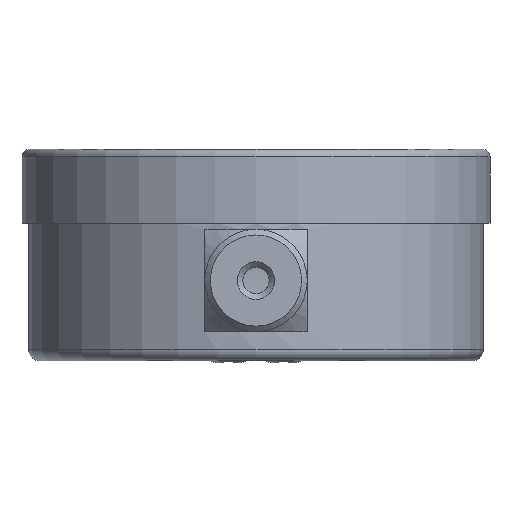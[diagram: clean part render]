
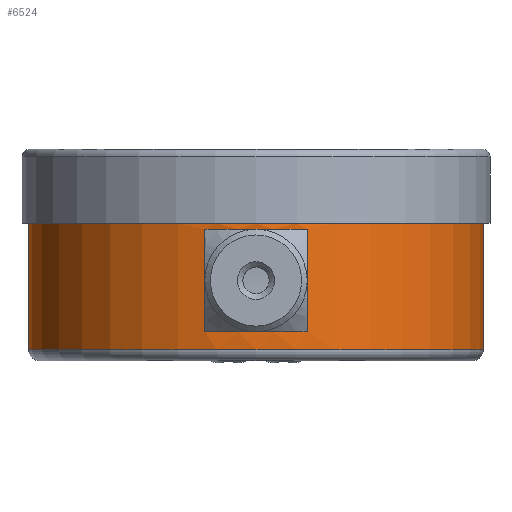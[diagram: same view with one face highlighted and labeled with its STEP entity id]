
A CAD part, front view. The second image highlights one B-rep face of the part: STEP entity #6524.
In plain terms, the highlighted cylindrical face has radius 30.747 mm (diameter 61.493 mm), a full revolution.
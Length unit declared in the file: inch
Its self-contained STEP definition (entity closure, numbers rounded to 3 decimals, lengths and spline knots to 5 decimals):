
#107 = CARTESIAN_POINT ( 'NONE',  ( 0.2725, -1.17943, -0.42549 ) ) ;
#122 = CARTESIAN_POINT ( 'NONE',  ( -0.2725, -1.17943, -0.42549 ) ) ;
#367 = DIRECTION ( 'NONE',  ( 0., 0., 1. ) ) ;
#524 = CARTESIAN_POINT ( 'NONE',  ( 1.2105, 0., -1.065 ) ) ;
#563 = VERTEX_POINT ( 'NONE', #8484 ) ;
#576 = VERTEX_POINT ( 'NONE', #7714 ) ;
#695 = FACE_OUTER_BOUND ( 'NONE', #7629, .T. ) ;
#733 = DIRECTION ( 'NONE',  ( 1., 0., 0. ) ) ;
#871 = VERTEX_POINT ( 'NONE', #122 ) ;
#909 = DIRECTION ( 'NONE',  ( 0., 0., 1. ) ) ;
#1033 = CARTESIAN_POINT ( 'NONE',  ( 0., 0., -0.42549 ) ) ;
#1455 = AXIS2_PLACEMENT_3D ( 'NONE', #1033, #5884, #9726 ) ;
#1803 = CIRCLE ( 'NONE', #8541, 1.2105 ) ;
#1832 = CIRCLE ( 'NONE', #4512, 1.2105 ) ;
#1910 = ORIENTED_EDGE ( 'NONE', *, *, #8677, .T. ) ;
#2052 = VERTEX_POINT ( 'NONE', #7110 ) ;
#2194 = CIRCLE ( 'NONE', #9061, 1.2105 ) ;
#2440 = CARTESIAN_POINT ( 'NONE',  ( 0.2725, -1.17943, -1.125 ) ) ;
#2451 = ORIENTED_EDGE ( 'NONE', *, *, #7427, .T. ) ;
#2537 = DIRECTION ( 'NONE',  ( 0., 0., -1. ) ) ;
#2793 = DIRECTION ( 'NONE',  ( 1., 0., 0. ) ) ;
#3028 = DIRECTION ( 'NONE',  ( -1., 0., 0. ) ) ;
#4110 = EDGE_CURVE ( 'NONE', #8206, #871, #4135, .T. ) ;
#4135 = CIRCLE ( 'NONE', #1455, 1.2105 ) ;
#4512 = AXIS2_PLACEMENT_3D ( 'NONE', #7049, #10226, #3028 ) ;
#4551 = ORIENTED_EDGE ( 'NONE', *, *, #9929, .F. ) ;
#4788 = ORIENTED_EDGE ( 'NONE', *, *, #4110, .F. ) ;
#5104 = CARTESIAN_POINT ( 'NONE',  ( -0.2725, -1.17943, -1.125 ) ) ;
#5651 = VECTOR ( 'NONE', #2537, 39.37008 ) ;
#5884 = DIRECTION ( 'NONE',  ( 0., 0., -1. ) ) ;
#6118 = VERTEX_POINT ( 'NONE', #524 ) ;
#6120 = EDGE_LOOP ( 'NONE', ( #9573, #4551, #6832, #4788 ) ) ;
#6524 = ADVANCED_FACE ( 'NONE', ( #7938, #695, #9742 ), #8933, .T. ) ;
#6743 = CARTESIAN_POINT ( 'NONE',  ( 0., 0., -0.394 ) ) ;
#6791 = DIRECTION ( 'NONE',  ( 0., 0., -1. ) ) ;
#6832 = ORIENTED_EDGE ( 'NONE', *, *, #8230, .F. ) ;
#7049 = CARTESIAN_POINT ( 'NONE',  ( 0., 0., -0.97049 ) ) ;
#7110 = CARTESIAN_POINT ( 'NONE',  ( -0.2725, -1.17943, -0.97049 ) ) ;
#7251 = LINE ( 'NONE', #2440, #9059 ) ;
#7427 = EDGE_CURVE ( 'NONE', #6118, #6118, #2194, .T. ) ;
#7629 = EDGE_LOOP ( 'NONE', ( #2451 ) ) ;
#7714 = CARTESIAN_POINT ( 'NONE',  ( 1.2105, 0., -0.394 ) ) ;
#7925 = DIRECTION ( 'NONE',  ( 0., 0., 1. ) ) ;
#7938 = FACE_BOUND ( 'NONE', #6120, .T. ) ;
#8016 = CARTESIAN_POINT ( 'NONE',  ( 0., 0., -1.065 ) ) ;
#8206 = VERTEX_POINT ( 'NONE', #107 ) ;
#8230 = EDGE_CURVE ( 'NONE', #871, #2052, #9089, .T. ) ;
#8484 = CARTESIAN_POINT ( 'NONE',  ( 0.2725, -1.17943, -0.97049 ) ) ;
#8541 = AXIS2_PLACEMENT_3D ( 'NONE', #6743, #6791, #9980 ) ;
#8677 = EDGE_CURVE ( 'NONE', #576, #576, #1803, .T. ) ;
#8933 = CYLINDRICAL_SURFACE ( 'NONE', #9213, 1.2105 ) ;
#9035 = CARTESIAN_POINT ( 'NONE',  ( 0., 0., -1.125 ) ) ;
#9059 = VECTOR ( 'NONE', #909, 39.37008 ) ;
#9061 = AXIS2_PLACEMENT_3D ( 'NONE', #8016, #7925, #733 ) ;
#9073 = EDGE_CURVE ( 'NONE', #563, #8206, #7251, .T. ) ;
#9089 = LINE ( 'NONE', #5104, #5651 ) ;
#9213 = AXIS2_PLACEMENT_3D ( 'NONE', #9035, #367, #2793 ) ;
#9573 = ORIENTED_EDGE ( 'NONE', *, *, #9073, .F. ) ;
#9726 = DIRECTION ( 'NONE',  ( 1., 0., 0. ) ) ;
#9742 = FACE_OUTER_BOUND ( 'NONE', #10396, .T. ) ;
#9929 = EDGE_CURVE ( 'NONE', #2052, #563, #1832, .T. ) ;
#9980 = DIRECTION ( 'NONE',  ( 1., 0., 0. ) ) ;
#10226 = DIRECTION ( 'NONE',  ( 0., 0., 1. ) ) ;
#10396 = EDGE_LOOP ( 'NONE', ( #1910 ) ) ;
